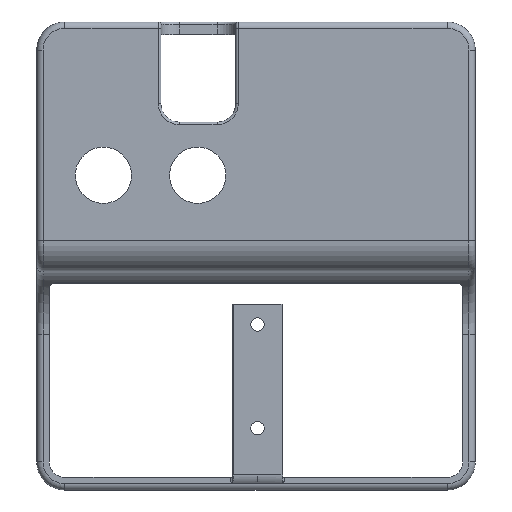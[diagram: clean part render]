
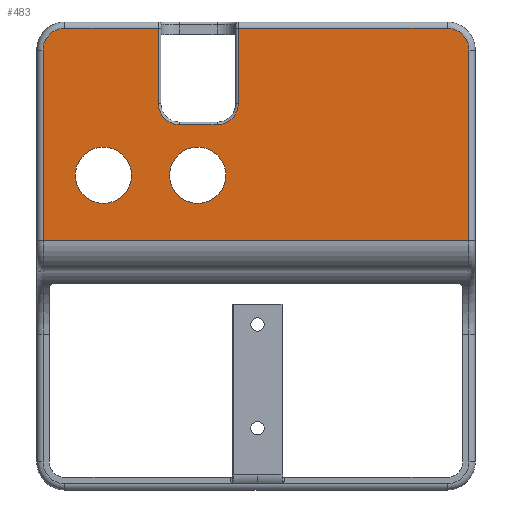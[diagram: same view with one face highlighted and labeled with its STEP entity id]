
A CAD part, top view. The second image highlights one B-rep face of the part: STEP entity #483.
In plain terms, the highlighted planar face has unit normal (0, 0, 1).
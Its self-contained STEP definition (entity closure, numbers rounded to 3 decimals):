
#318=CARTESIAN_POINT('',(258.34,-112.9,16.6));
#319=VERTEX_POINT('',#318);
#327=CARTESIAN_POINT('',(190.13,-112.9,16.6));
#328=VERTEX_POINT('',#327);
#329=CARTESIAN_POINT('',(190.13,-112.9,16.6));
#330=DIRECTION('',(1.,0.,-0.));
#331=VECTOR('',#330,68.21);
#332=LINE('',#329,#331);
#333=EDGE_CURVE('',#328,#319,#332,.T.);
#345=CARTESIAN_POINT('',(0.,0.,16.6));
#346=DIRECTION('',(0.,0.,1.));
#347=DIRECTION('',(1.,0.,0.));
#348=AXIS2_PLACEMENT_3D('',#345,#346,#347);
#349=PLANE('',#348);
#350=CARTESIAN_POINT('',(210.4,-102.4,16.6));
#351=VERTEX_POINT('',#350);
#352=CARTESIAN_POINT('',(219.4,-102.4,16.6));
#353=VERTEX_POINT('',#352);
#354=CARTESIAN_POINT('',(214.9,-102.4,16.6));
#355=DIRECTION('',(0.,0.,1.));
#356=DIRECTION('',(1.,0.,-0.));
#357=AXIS2_PLACEMENT_3D('',#354,#355,#356);
#358=CIRCLE('',#357,4.5);
#359=EDGE_CURVE('',#351,#353,#358,.T.);
#360=ORIENTED_EDGE('',*,*,#359,.F.);
#361=CARTESIAN_POINT('',(214.9,-102.4,16.6));
#362=DIRECTION('',(0.,0.,1.));
#363=DIRECTION('',(1.,0.,-0.));
#364=AXIS2_PLACEMENT_3D('',#361,#362,#363);
#365=CIRCLE('',#364,4.5);
#366=EDGE_CURVE('',#353,#351,#365,.T.);
#367=ORIENTED_EDGE('',*,*,#366,.F.);
#368=EDGE_LOOP('',(#360,#367));
#369=FACE_BOUND('',#368,.T.);
#370=CARTESIAN_POINT('',(195.3,-102.4,16.6));
#371=VERTEX_POINT('',#370);
#372=CARTESIAN_POINT('',(204.3,-102.4,16.6));
#373=VERTEX_POINT('',#372);
#374=CARTESIAN_POINT('',(199.8,-102.4,16.6));
#375=DIRECTION('',(0.,0.,1.));
#376=DIRECTION('',(1.,0.,-0.));
#377=AXIS2_PLACEMENT_3D('',#374,#375,#376);
#378=CIRCLE('',#377,4.5);
#379=EDGE_CURVE('',#371,#373,#378,.T.);
#380=ORIENTED_EDGE('',*,*,#379,.F.);
#381=CARTESIAN_POINT('',(199.8,-102.4,16.6));
#382=DIRECTION('',(0.,0.,1.));
#383=DIRECTION('',(1.,0.,-0.));
#384=AXIS2_PLACEMENT_3D('',#381,#382,#383);
#385=CIRCLE('',#384,4.5);
#386=EDGE_CURVE('',#373,#371,#385,.T.);
#387=ORIENTED_EDGE('',*,*,#386,.F.);
#388=EDGE_LOOP('',(#380,#387));
#389=FACE_BOUND('',#388,.T.);
#390=CARTESIAN_POINT('',(254.84,-78.86,16.6));
#391=VERTEX_POINT('',#390);
#392=CARTESIAN_POINT('',(221.4,-78.86,16.6));
#393=VERTEX_POINT('',#392);
#394=CARTESIAN_POINT('',(254.84,-78.86,16.6));
#395=DIRECTION('',(-1.,0.,0.));
#396=VECTOR('',#395,33.44);
#397=LINE('',#394,#396);
#398=EDGE_CURVE('',#391,#393,#397,.T.);
#399=ORIENTED_EDGE('',*,*,#398,.T.);
#400=CARTESIAN_POINT('',(221.4,-90.9,16.6));
#401=VERTEX_POINT('',#400);
#402=CARTESIAN_POINT('',(221.4,-78.86,16.6));
#403=DIRECTION('',(0.,-1.,0.));
#404=VECTOR('',#403,12.04);
#405=LINE('',#402,#404);
#406=EDGE_CURVE('',#393,#401,#405,.T.);
#407=ORIENTED_EDGE('',*,*,#406,.T.);
#408=CARTESIAN_POINT('',(218.,-94.3,16.6));
#409=VERTEX_POINT('',#408);
#410=CARTESIAN_POINT('',(218.,-90.9,16.6));
#411=DIRECTION('',(-0.,-0.,-1.));
#412=DIRECTION('',(1.,0.,-0.));
#413=AXIS2_PLACEMENT_3D('',#410,#411,#412);
#414=CIRCLE('',#413,3.4);
#415=EDGE_CURVE('',#401,#409,#414,.T.);
#416=ORIENTED_EDGE('',*,*,#415,.T.);
#417=CARTESIAN_POINT('',(212.,-94.3,16.6));
#418=VERTEX_POINT('',#417);
#419=CARTESIAN_POINT('',(218.,-94.3,16.6));
#420=DIRECTION('',(-1.,0.,0.));
#421=VECTOR('',#420,6.);
#422=LINE('',#419,#421);
#423=EDGE_CURVE('',#409,#418,#422,.T.);
#424=ORIENTED_EDGE('',*,*,#423,.T.);
#425=CARTESIAN_POINT('',(208.6,-90.9,16.6));
#426=VERTEX_POINT('',#425);
#427=CARTESIAN_POINT('',(212.,-90.9,16.6));
#428=DIRECTION('',(-0.,-0.,-1.));
#429=DIRECTION('',(1.,0.,-0.));
#430=AXIS2_PLACEMENT_3D('',#427,#428,#429);
#431=CIRCLE('',#430,3.4);
#432=EDGE_CURVE('',#418,#426,#431,.T.);
#433=ORIENTED_EDGE('',*,*,#432,.T.);
#434=CARTESIAN_POINT('',(208.6,-78.86,16.6));
#435=VERTEX_POINT('',#434);
#436=CARTESIAN_POINT('',(208.6,-90.9,16.6));
#437=DIRECTION('',(0.,1.,0.));
#438=VECTOR('',#437,12.04);
#439=LINE('',#436,#438);
#440=EDGE_CURVE('',#426,#435,#439,.T.);
#441=ORIENTED_EDGE('',*,*,#440,.T.);
#442=CARTESIAN_POINT('',(193.63,-78.86,16.6));
#443=VERTEX_POINT('',#442);
#444=CARTESIAN_POINT('',(208.6,-78.86,16.6));
#445=DIRECTION('',(-1.,-0.,0.));
#446=VECTOR('',#445,14.97);
#447=LINE('',#444,#446);
#448=EDGE_CURVE('',#435,#443,#447,.T.);
#449=ORIENTED_EDGE('',*,*,#448,.T.);
#450=CARTESIAN_POINT('',(190.13,-82.36,16.6));
#451=VERTEX_POINT('',#450);
#452=CARTESIAN_POINT('',(193.63,-82.36,16.6));
#453=DIRECTION('',(0.,0.,1.));
#454=DIRECTION('',(1.,0.,-0.));
#455=AXIS2_PLACEMENT_3D('',#452,#453,#454);
#456=CIRCLE('',#455,3.5);
#457=EDGE_CURVE('',#443,#451,#456,.T.);
#458=ORIENTED_EDGE('',*,*,#457,.T.);
#459=CARTESIAN_POINT('',(190.13,-82.36,16.6));
#460=DIRECTION('',(0.,-1.,0.));
#461=VECTOR('',#460,30.54);
#462=LINE('',#459,#461);
#463=EDGE_CURVE('',#451,#328,#462,.T.);
#464=ORIENTED_EDGE('',*,*,#463,.T.);
#465=ORIENTED_EDGE('',*,*,#333,.T.);
#466=CARTESIAN_POINT('',(258.34,-82.36,16.6));
#467=VERTEX_POINT('',#466);
#468=CARTESIAN_POINT('',(258.34,-112.9,16.6));
#469=DIRECTION('',(0.,1.,0.));
#470=VECTOR('',#469,30.54);
#471=LINE('',#468,#470);
#472=EDGE_CURVE('',#319,#467,#471,.T.);
#473=ORIENTED_EDGE('',*,*,#472,.T.);
#474=CARTESIAN_POINT('',(254.84,-82.36,16.6));
#475=DIRECTION('',(0.,0.,1.));
#476=DIRECTION('',(1.,0.,-0.));
#477=AXIS2_PLACEMENT_3D('',#474,#475,#476);
#478=CIRCLE('',#477,3.5);
#479=EDGE_CURVE('',#467,#391,#478,.T.);
#480=ORIENTED_EDGE('',*,*,#479,.T.);
#481=EDGE_LOOP('',(#399,#407,#416,#424,#433,#441,#449,#458,#464,#465,#473,#480));
#482=FACE_BOUND('',#481,.T.);
#483=ADVANCED_FACE('',(#369,#389,#482),#349,.T.);
